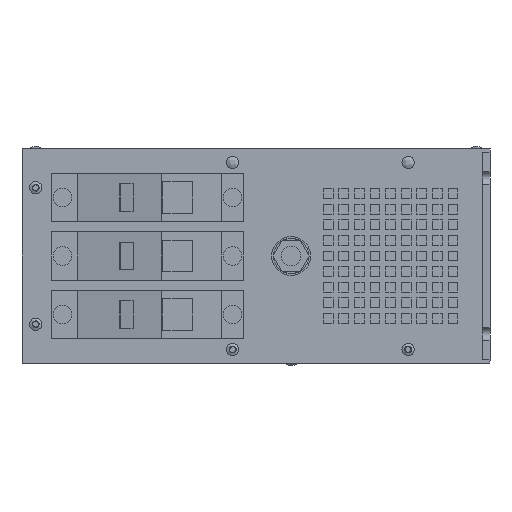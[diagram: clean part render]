
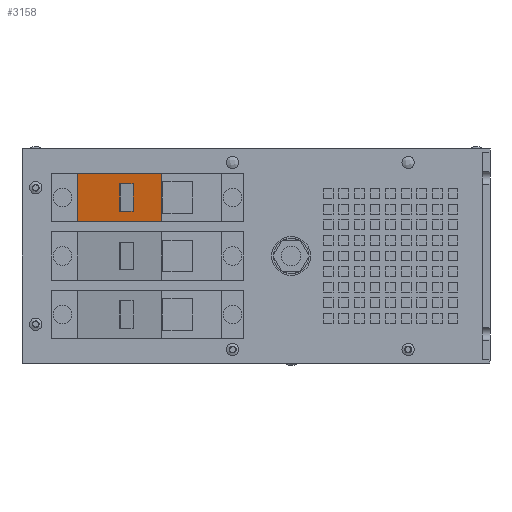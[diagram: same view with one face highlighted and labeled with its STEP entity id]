
A CAD part, left-side view. The second image highlights one B-rep face of the part: STEP entity #3158.
In plain terms, the highlighted planar face has unit normal (-0.978, 0.208, 0).
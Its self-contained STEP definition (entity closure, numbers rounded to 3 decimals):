
#1443 = LINE ( 'NONE', #6750, #64907 ) ;
#2077 = VERTEX_POINT ( 'NONE', #65788 ) ;
#2572 = VERTEX_POINT ( 'NONE', #6555 ) ;
#3158 = ADVANCED_FACE ( 'NONE', ( #6454, #58035 ), #64466, .F. ) ;
#4494 = ORIENTED_EDGE ( 'NONE', *, *, #10524, .F. ) ;
#5289 = CARTESIAN_POINT ( 'NONE',  ( -241.5, 93.306, 60.364 ) ) ;
#5706 = DIRECTION ( 'NONE',  ( 0.978, -0.208, 0. ) ) ;
#6401 = CARTESIAN_POINT ( 'NONE',  ( -241.5, 93.306, 46.164 ) ) ;
#6404 = CARTESIAN_POINT ( 'NONE',  ( -247.564, 64.78, 60.364 ) ) ;
#6454 = FACE_OUTER_BOUND ( 'NONE', #74781, .T. ) ;
#6555 = CARTESIAN_POINT ( 'NONE',  ( -246.083, 71.745, 60.364 ) ) ;
#6750 = CARTESIAN_POINT ( 'NONE',  ( -241.5, 93.306, 65.764 ) ) ;
#10524 = EDGE_CURVE ( 'NONE', #32614, #46289, #12446, .T. ) ;
#10733 = LINE ( 'NONE', #44905, #53533 ) ;
#10786 = LINE ( 'NONE', #73018, #63189 ) ;
#11072 = EDGE_LOOP ( 'NONE', ( #72341, #17819, #4494, #21763 ) ) ;
#12034 = LINE ( 'NONE', #52616, #54952 ) ;
#12128 = DIRECTION ( 'NONE',  ( 0.208, 0.978, 0. ) ) ;
#12446 = LINE ( 'NONE', #6401, #55776 ) ;
#14079 = VECTOR ( 'NONE', #19581, 1000. ) ;
#17819 = ORIENTED_EDGE ( 'NONE', *, *, #34876, .F. ) ;
#18414 = CARTESIAN_POINT ( 'NONE',  ( -247.564, 64.78, 46.164 ) ) ;
#19581 = DIRECTION ( 'NONE',  ( -0.208, -0.978, 0. ) ) ;
#20162 = ORIENTED_EDGE ( 'NONE', *, *, #56485, .T. ) ;
#21763 = ORIENTED_EDGE ( 'NONE', *, *, #73281, .F. ) ;
#22667 = LINE ( 'NONE', #68961, #50949 ) ;
#26032 = CARTESIAN_POINT ( 'NONE',  ( -241.5, 93.306, 40.764 ) ) ;
#26806 = EDGE_CURVE ( 'NONE', #38416, #2077, #1443, .T. ) ;
#26896 = DIRECTION ( 'NONE',  ( 0., 0., 1. ) ) ;
#28420 = DIRECTION ( 'NONE',  ( 0.208, 0.978, 0. ) ) ;
#29606 = VERTEX_POINT ( 'NONE', #6404 ) ;
#32614 = VERTEX_POINT ( 'NONE', #33316 ) ;
#33316 = CARTESIAN_POINT ( 'NONE',  ( -246.083, 71.745, 46.164 ) ) ;
#33341 = EDGE_CURVE ( 'NONE', #43107, #38416, #22667, .T. ) ;
#34537 = CARTESIAN_POINT ( 'NONE',  ( -241.5, 93.306, 65.764 ) ) ;
#34804 = LINE ( 'NONE', #26032, #14079 ) ;
#34876 = EDGE_CURVE ( 'NONE', #46289, #29606, #10733, .T. ) ;
#35600 = DIRECTION ( 'NONE',  ( -0.208, -0.978, 0. ) ) ;
#38416 = VERTEX_POINT ( 'NONE', #54547 ) ;
#40038 = ORIENTED_EDGE ( 'NONE', *, *, #33341, .F. ) ;
#43107 = VERTEX_POINT ( 'NONE', #57809 ) ;
#44905 = CARTESIAN_POINT ( 'NONE',  ( -247.564, 64.78, 65.764 ) ) ;
#45812 = DIRECTION ( 'NONE',  ( 0., 0., -1. ) ) ;
#46289 = VERTEX_POINT ( 'NONE', #18414 ) ;
#50019 = EDGE_CURVE ( 'NONE', #29606, #2572, #58635, .T. ) ;
#50631 = DIRECTION ( 'NONE',  ( 0., 0., 1. ) ) ;
#50949 = VECTOR ( 'NONE', #26896, 1000. ) ;
#52616 = CARTESIAN_POINT ( 'NONE',  ( -246.083, 71.745, 65.764 ) ) ;
#53086 = VERTEX_POINT ( 'NONE', #67432 ) ;
#53533 = VECTOR ( 'NONE', #68034, 1000. ) ;
#54547 = CARTESIAN_POINT ( 'NONE',  ( -241.5, 93.306, 65.764 ) ) ;
#54952 = VECTOR ( 'NONE', #45812, 1000. ) ;
#55776 = VECTOR ( 'NONE', #35600, 1000. ) ;
#56485 = EDGE_CURVE ( 'NONE', #53086, #2077, #10786, .T. ) ;
#56734 = AXIS2_PLACEMENT_3D ( 'NONE', #34537, #5706, #12128 ) ;
#57809 = CARTESIAN_POINT ( 'NONE',  ( -241.5, 93.306, 40.764 ) ) ;
#58035 = FACE_BOUND ( 'NONE', #11072, .T. ) ;
#58635 = LINE ( 'NONE', #5289, #65093 ) ;
#63189 = VECTOR ( 'NONE', #50631, 1000. ) ;
#64466 = PLANE ( 'NONE',  #56734 ) ;
#64907 = VECTOR ( 'NONE', #70477, 1000. ) ;
#65093 = VECTOR ( 'NONE', #28420, 1000. ) ;
#65788 = CARTESIAN_POINT ( 'NONE',  ( -250.666, 50.185, 65.764 ) ) ;
#67432 = CARTESIAN_POINT ( 'NONE',  ( -250.666, 50.185, 40.764 ) ) ;
#67748 = ORIENTED_EDGE ( 'NONE', *, *, #74532, .T. ) ;
#68034 = DIRECTION ( 'NONE',  ( 0., 0., 1. ) ) ;
#68961 = CARTESIAN_POINT ( 'NONE',  ( -241.5, 93.306, 65.764 ) ) ;
#69117 = ORIENTED_EDGE ( 'NONE', *, *, #26806, .F. ) ;
#70477 = DIRECTION ( 'NONE',  ( -0.208, -0.978, 0. ) ) ;
#72341 = ORIENTED_EDGE ( 'NONE', *, *, #50019, .F. ) ;
#73018 = CARTESIAN_POINT ( 'NONE',  ( -250.666, 50.185, 65.764 ) ) ;
#73281 = EDGE_CURVE ( 'NONE', #2572, #32614, #12034, .T. ) ;
#74532 = EDGE_CURVE ( 'NONE', #43107, #53086, #34804, .T. ) ;
#74781 = EDGE_LOOP ( 'NONE', ( #20162, #69117, #40038, #67748 ) ) ;
